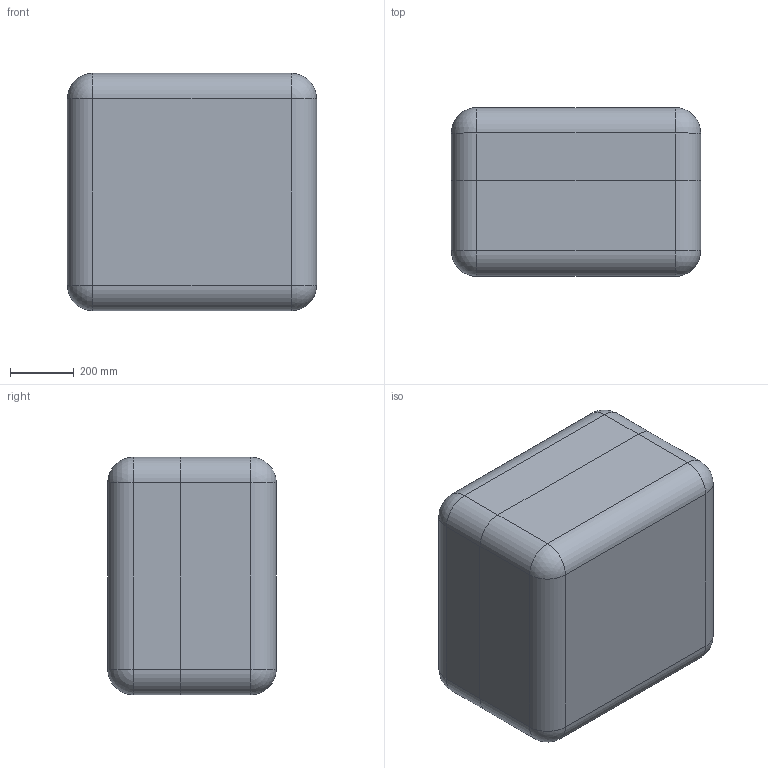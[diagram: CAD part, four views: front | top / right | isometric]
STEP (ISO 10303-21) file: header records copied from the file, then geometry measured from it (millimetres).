
FILE_DESCRIPTION (( 'STEP AP214' ), '1' );
FILE_NAME ('Êîíòåéíåð ÀÄÌÈÐÀË®ÏÐÎÔÅÑÑÈÎÍÀËÜÍÛÅ 096_óïðîùåííàÿ 3D-ìîäåëü.STEP', '2025-08-25T08:46:31', ( '' ), ( '' ), 'SwSTEP 2.0', 'SolidWorks 2021', '' );
FILE_SCHEMA (( 'AUTOMOTIVE_DESIGN' ));
Length unit declared in the file: millimetre
Products named in the file (3): Êîíòåéíåð ÀÄÌÈÐÀË®ÏÐÎÔÅÑÑÈÎÍÀËÜÍÛÅ 096_óïðîùåííàÿ 3D-ìîäåëü; êîðïóñ 06-H.01.0.096À óïð-1; Êðûøêà 06-H.01.0.096À óïð-1
Assembly tree (2 placements, depth 2):
  Êîíòåéíåð ÀÄÌÈÐÀË®ÏÐÎÔÅÑÑÈÎÍÀËÜÍÛÅ 096_óïðîùåííàÿ 3D-ìîäåëü
    êîðïóñ 06-H.01.0.096À óïð-1
    Êðûøêà 06-H.01.0.096À óïð-1
Bounding box: 782.58 x 529.29 x 745.44 mm (x, y, z)
Volume: 125749950.8 mm3; surface area: 5727391.5 mm2
Topology: 2 solids, 2 shells, 1510 faces, 3768 edges, 2188 vertices
Faces by surface type: cylinder 617, plane 325, bspline 292, torus 220, sphere 32, cone 24
Entity records: 60248 total; most frequent: CARTESIAN_POINT 26475, ORIENTED_EDGE 7368, DIRECTION 6888, EDGE_CURVE 3684, AXIS2_PLACEMENT_3D 2725, VERTEX_POINT 2188, EDGE_LOOP 1528, FACE_OUTER_BOUND 1510
